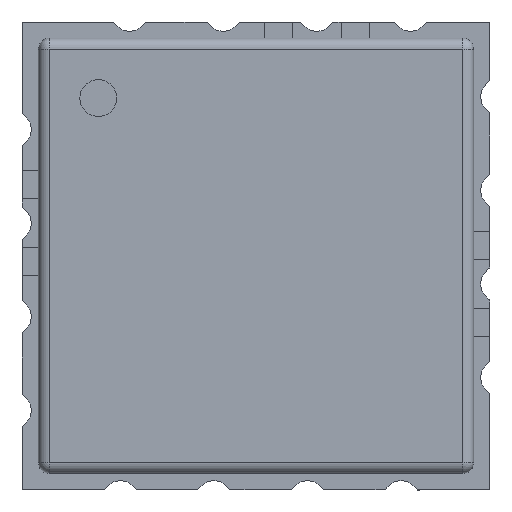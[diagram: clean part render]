
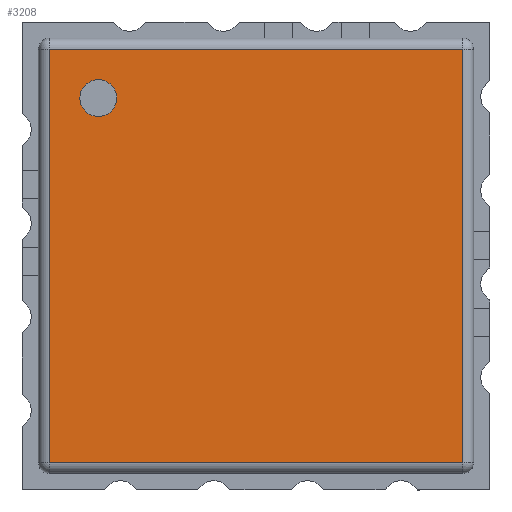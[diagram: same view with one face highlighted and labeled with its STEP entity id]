
A CAD part, top view. The second image highlights one B-rep face of the part: STEP entity #3208.
In plain terms, the highlighted planar face has unit normal (0, 0, 1).
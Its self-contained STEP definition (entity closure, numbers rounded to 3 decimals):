
#351=LINE('',#5094,#747);
#357=LINE('',#5123,#753);
#359=LINE('',#5126,#755);
#361=LINE('',#5129,#757);
#747=VECTOR('',#4179,11.21);
#753=VECTOR('',#4211,11.21);
#755=VECTOR('',#4215,11.21);
#757=VECTOR('',#4219,11.21);
#959=PLANE('',#3446);
#980=FACE_BOUND('',#1315,.T.);
#1137=FACE_OUTER_BOUND('',#1314,.T.);
#1314=EDGE_LOOP('',(#2920,#2921,#2922,#2923));
#1315=EDGE_LOOP('',(#2924));
#1369=CIRCLE('',#3413,0.5);
#1629=VERTEX_POINT('',#5064);
#1631=VERTEX_POINT('',#5069);
#1636=VERTEX_POINT('',#5082);
#1641=VERTEX_POINT('',#5098);
#1646=VERTEX_POINT('',#5111);
#2045=EDGE_CURVE('',#1629,#1629,#1369,.T.);
#2058=EDGE_CURVE('',#1631,#1636,#351,.T.);
#2072=EDGE_CURVE('',#1636,#1646,#357,.T.);
#2074=EDGE_CURVE('',#1646,#1641,#359,.T.);
#2076=EDGE_CURVE('',#1641,#1631,#361,.T.);
#2920=ORIENTED_EDGE('',*,*,#2058,.F.);
#2921=ORIENTED_EDGE('',*,*,#2076,.F.);
#2922=ORIENTED_EDGE('',*,*,#2074,.F.);
#2923=ORIENTED_EDGE('',*,*,#2072,.F.);
#2924=ORIENTED_EDGE('',*,*,#2045,.T.);
#3208=ADVANCED_FACE('',(#1137,#980),#959,.T.);
#3413=AXIS2_PLACEMENT_3D('',#5065,#4145,#4146);
#3446=AXIS2_PLACEMENT_3D('',#5153,#4238,#4239);
#4145=DIRECTION('center_axis',(0.,0.,-1.));
#4146=DIRECTION('ref_axis',(0.,1.,0.));
#4179=DIRECTION('',(-1.,0.,0.));
#4211=DIRECTION('',(0.,1.,0.));
#4215=DIRECTION('',(1.,0.,0.));
#4219=DIRECTION('',(0.,-1.,0.));
#4238=DIRECTION('center_axis',(0.,0.,1.));
#4239=DIRECTION('ref_axis',(0.,-1.,0.));
#5064=CARTESIAN_POINT('',(-4.28,3.78,3.81));
#5065=CARTESIAN_POINT('Origin',(-4.28,4.28,3.81));
#5069=CARTESIAN_POINT('',(5.605,-5.605,3.81));
#5082=CARTESIAN_POINT('',(-5.605,-5.605,3.81));
#5094=CARTESIAN_POINT('',(-2.953,-5.605,3.81));
#5098=CARTESIAN_POINT('',(5.605,5.605,3.81));
#5111=CARTESIAN_POINT('',(-5.605,5.605,3.81));
#5123=CARTESIAN_POINT('',(-5.605,2.953,3.81));
#5126=CARTESIAN_POINT('',(2.953,5.605,3.81));
#5129=CARTESIAN_POINT('',(5.605,-2.953,3.81));
#5153=CARTESIAN_POINT('Origin',(0.,0.,3.81));
